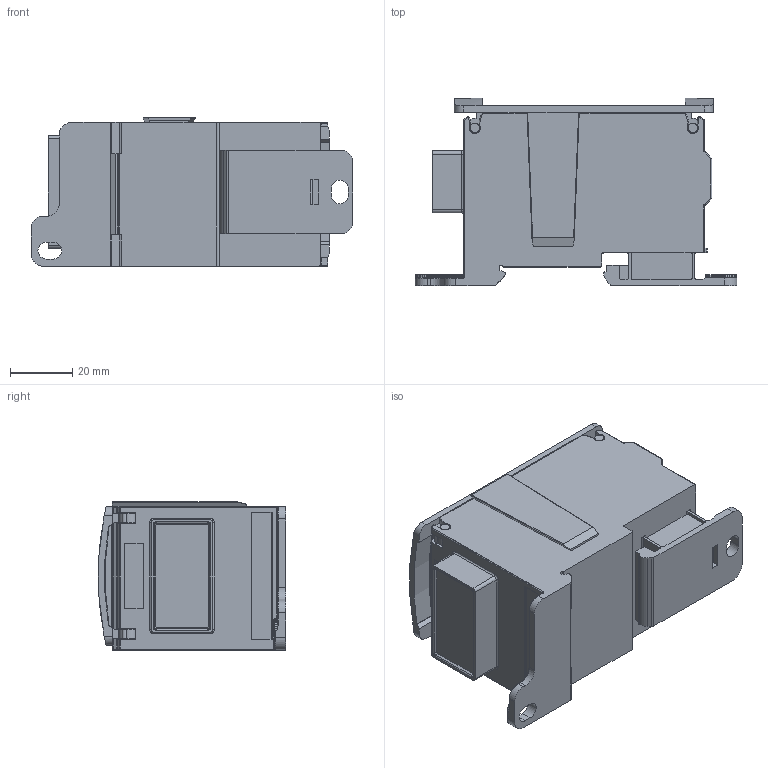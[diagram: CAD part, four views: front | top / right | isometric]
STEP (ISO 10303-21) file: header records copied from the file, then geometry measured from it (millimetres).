
FILE_DESCRIPTION (( 'STEP AP203' ), '1' );
FILE_NAME ('GPB2-420P1-11F.step', '2024-08-05T18:19:23', ( '' ), ( '' ), 'SwSTEP 2.0', 'SolidWorks 2023', '' );
FILE_SCHEMA (( 'CONFIG_CONTROL_DESIGN' ));
Length unit declared in the file: inch
Products named in the file (1): GPB2-420P1-11F
Bounding box: 103 x 60 x 47.5 mm (x, y, z)
Volume: 191161.7 mm3; surface area: 28575 mm2
Topology: 1 solids, 1 shells, 611 faces, 1613 edges, 999 vertices
Faces by surface type: cylinder 280, plane 226, bspline 98, torus 7
Entity records: 22269 total; most frequent: CARTESIAN_POINT 7524, ORIENTED_EDGE 3200, DIRECTION 3007, EDGE_CURVE 1600, AXIS2_PLACEMENT_3D 1066, VERTEX_POINT 999, LINE 875, VECTOR 875
